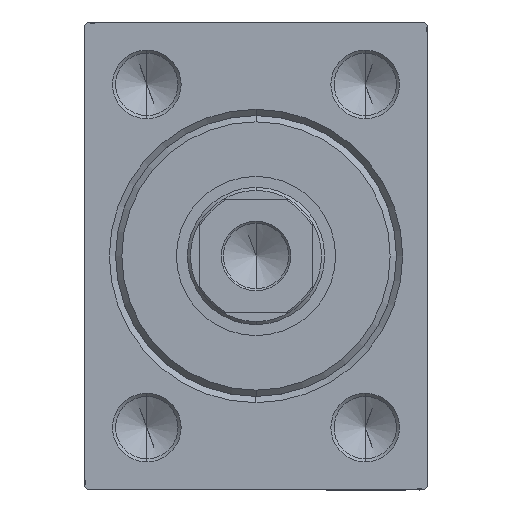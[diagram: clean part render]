
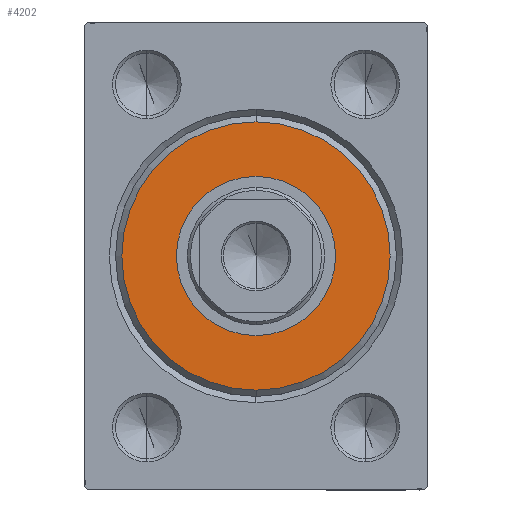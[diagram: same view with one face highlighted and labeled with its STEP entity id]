
A CAD part, left-side view. The second image highlights one B-rep face of the part: STEP entity #4202.
In plain terms, the highlighted face is planar.
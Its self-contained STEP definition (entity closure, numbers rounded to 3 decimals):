
#611 = CARTESIAN_POINT ( 'NONE',  ( 3., 0., 0. ) ) ;
#1570 = EDGE_CURVE ( 'NONE', #9667, #30759, #23878, .T. ) ;
#4202 = ADVANCED_FACE ( 'NONE', ( #34483, #17538 ), #31146, .T. ) ;
#4752 = DIRECTION ( 'NONE',  ( 0., 0., -1. ) ) ;
#7183 = EDGE_LOOP ( 'NONE', ( #38559, #29632 ) ) ;
#8427 = EDGE_CURVE ( 'NONE', #23434, #40003, #35399, .T. ) ;
#9667 = VERTEX_POINT ( 'NONE', #27391 ) ;
#10519 = EDGE_LOOP ( 'NONE', ( #33952, #23816 ) ) ;
#14210 = DIRECTION ( 'NONE',  ( 0., 0., -1. ) ) ;
#15009 = DIRECTION ( 'NONE',  ( 1., 0., 0. ) ) ;
#16245 = CARTESIAN_POINT ( 'NONE',  ( 3., 0., 0. ) ) ;
#16468 = DIRECTION ( 'NONE',  ( 0., 0., -1. ) ) ;
#17538 = FACE_BOUND ( 'NONE', #10519, .T. ) ;
#18442 = AXIS2_PLACEMENT_3D ( 'NONE', #33540, #26618, #33321 ) ;
#18889 = AXIS2_PLACEMENT_3D ( 'NONE', #611, #31574, #14210 ) ;
#19621 = AXIS2_PLACEMENT_3D ( 'NONE', #21571, #20905, #35170 ) ;
#19807 = DIRECTION ( 'NONE',  ( 1., 0., 0. ) ) ;
#20905 = DIRECTION ( 'NONE',  ( -1., 0., 0. ) ) ;
#21571 = CARTESIAN_POINT ( 'NONE',  ( 3., 0., 0. ) ) ;
#23434 = VERTEX_POINT ( 'NONE', #27958 ) ;
#23816 = ORIENTED_EDGE ( 'NONE', *, *, #1570, .T. ) ;
#23878 = CIRCLE ( 'NONE', #19621, 12.75 ) ;
#24277 = EDGE_CURVE ( 'NONE', #30759, #9667, #28390, .T. ) ;
#24915 = AXIS2_PLACEMENT_3D ( 'NONE', #16245, #19807, #16468 ) ;
#25036 = CARTESIAN_POINT ( 'NONE',  ( 3., 0., 0. ) ) ;
#26618 = DIRECTION ( 'NONE',  ( -1., 0., 0. ) ) ;
#27047 = CIRCLE ( 'NONE', #24915, 21.5 ) ;
#27391 = CARTESIAN_POINT ( 'NONE',  ( 3., 0., -12.75 ) ) ;
#27958 = CARTESIAN_POINT ( 'NONE',  ( 3., 0., 21.5 ) ) ;
#28390 = CIRCLE ( 'NONE', #18442, 12.75 ) ;
#29632 = ORIENTED_EDGE ( 'NONE', *, *, #41813, .T. ) ;
#30759 = VERTEX_POINT ( 'NONE', #42230 ) ;
#31146 = PLANE ( 'NONE',  #18889 ) ;
#31574 = DIRECTION ( 'NONE',  ( 1., 0., 0. ) ) ;
#33321 = DIRECTION ( 'NONE',  ( 0., 0., -1. ) ) ;
#33540 = CARTESIAN_POINT ( 'NONE',  ( 3., 0., 0. ) ) ;
#33952 = ORIENTED_EDGE ( 'NONE', *, *, #24277, .T. ) ;
#33970 = AXIS2_PLACEMENT_3D ( 'NONE', #25036, #15009, #4752 ) ;
#34483 = FACE_OUTER_BOUND ( 'NONE', #7183, .T. ) ;
#35170 = DIRECTION ( 'NONE',  ( 0., 0., -1. ) ) ;
#35399 = CIRCLE ( 'NONE', #33970, 21.5 ) ;
#38531 = CARTESIAN_POINT ( 'NONE',  ( 3., 0., -21.5 ) ) ;
#38559 = ORIENTED_EDGE ( 'NONE', *, *, #8427, .T. ) ;
#40003 = VERTEX_POINT ( 'NONE', #38531 ) ;
#41813 = EDGE_CURVE ( 'NONE', #40003, #23434, #27047, .T. ) ;
#42230 = CARTESIAN_POINT ( 'NONE',  ( 3., 0., 12.75 ) ) ;
